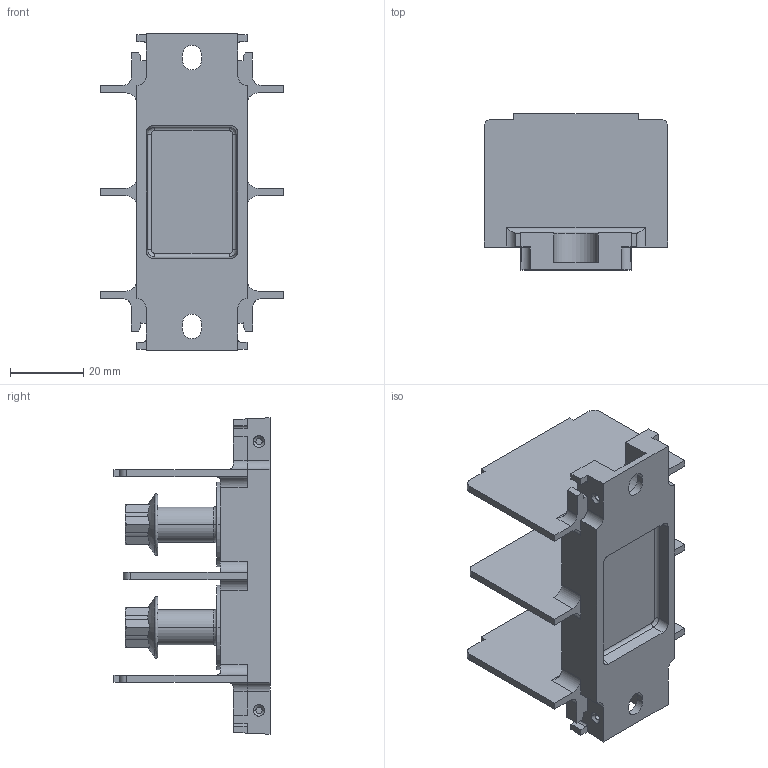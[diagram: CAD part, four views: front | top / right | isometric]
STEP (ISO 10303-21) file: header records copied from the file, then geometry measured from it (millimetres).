
FILE_DESCRIPTION((''),'2;1');
FILE_NAME('32408024003','2019-12-20T',('presta_be4'),(''),'CREO PARAMETRIC BY PTC INC, 2018360','CREO PARAMETRIC BY PTC INC, 2018360','');
FILE_SCHEMA(('CONFIG_CONTROL_DESIGN'));
Length unit declared in the file: millimetre
Products named in the file (1): 32408024003
Bounding box: 50 x 42.5 x 86.2 mm (x, y, z)
Volume: 39919 mm3; surface area: 20963.7 mm2
Topology: 1 solids, 1 shells, 283 faces, 768 edges, 496 vertices
Faces by surface type: plane 155, cylinder 80, cone 32, torus 8, bspline 8
Entity records: 9788 total; most frequent: CARTESIAN_POINT 2727, ORIENTED_EDGE 1520, DIRECTION 1382, EDGE_CURVE 760, VERTEX_POINT 496, VECTOR 472, LINE 472, AXIS2_PLACEMENT_3D 455
